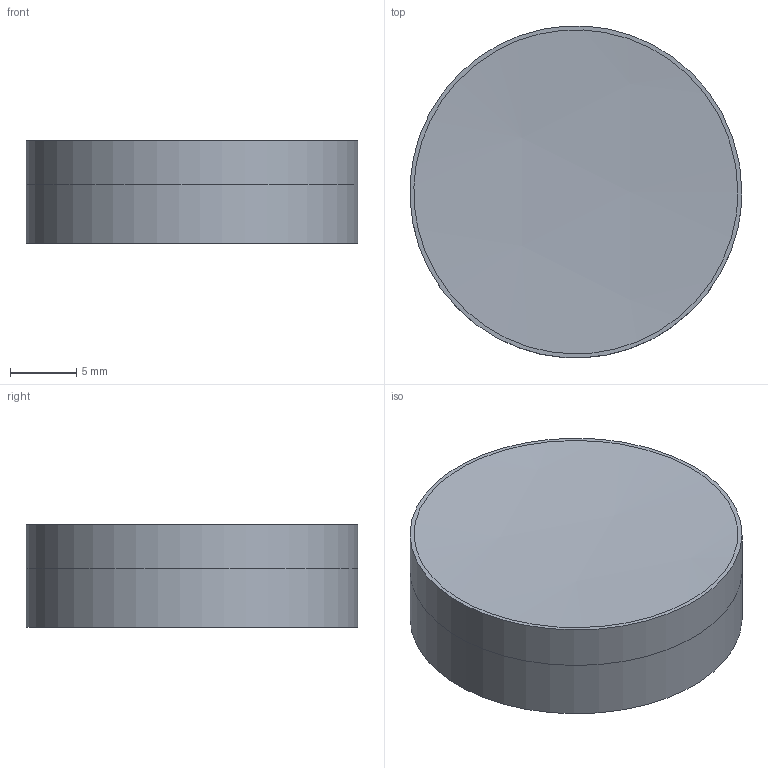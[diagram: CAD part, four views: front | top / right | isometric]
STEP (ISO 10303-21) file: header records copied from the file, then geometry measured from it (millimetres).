
FILE_DESCRIPTION ((), '1');
FILE_NAME ('STEP_62495INK.STP', '2016-12-13T15:22:53', ('Unknown'), ('Unknown'), 'HarmonyWare STEP v2.0.2', 'HarmonyWare Translators', '');
FILE_SCHEMA (('CONFIG_CONTROL_DESIGN'));
Length unit declared in the file: millimetre
Products named in the file (2): NONE
Bounding box: 24.98 x 24.96 x 7.73 mm (x, y, z)
Volume: 3521.9 mm3; surface area: 2581.8 mm2
Topology: 2 solids, 2 shells, 8 faces, 8 edges, 6 vertices
Faces by surface type: sphere 4, plane 2, cylinder 2
Full cylindrical faces by diameter (mm): 25 x2
Entity records: 351 total; most frequent: CARTESIAN_POINT 72, ORIENTED_EDGE 16, DIRECTION 16, PERSON 16, ORGANIZATION 16, PERSON_AND_ORGANIZATION 16, EDGE_LOOP 10, PERSON_AND_ORGANIZATION_ROLE 10
